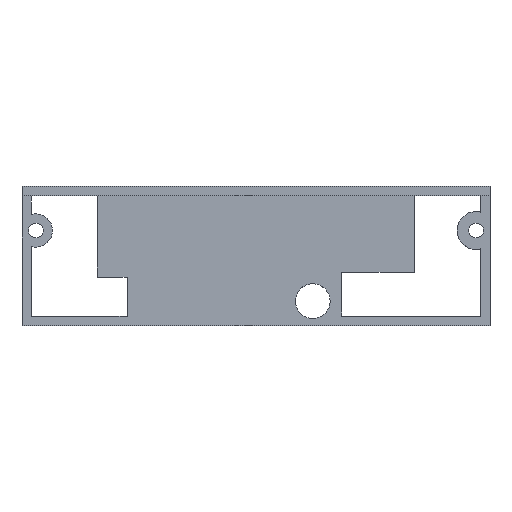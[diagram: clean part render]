
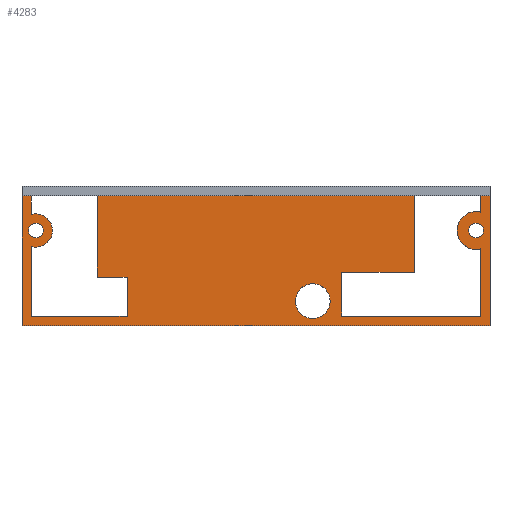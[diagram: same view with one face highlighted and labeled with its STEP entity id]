
A CAD part, top view. The second image highlights one B-rep face of the part: STEP entity #4283.
In plain terms, the highlighted planar face has unit normal (0, 0, 1).
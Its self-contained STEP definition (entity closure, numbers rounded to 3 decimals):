
#4019=CARTESIAN_POINT('',(0.,-848.,57.14));
#4020=DIRECTION('',(0.,-0.,1.));
#4021=DIRECTION('',(-1.,-0.,0.));
#4022=AXIS2_PLACEMENT_3D('',#4019,#4020,#4021);
#4023=PLANE('',#4022);
#4024=CARTESIAN_POINT('',(68.317,-423.,57.14));
#4025=VERTEX_POINT('',#4024);
#4026=CARTESIAN_POINT('',(68.317,-456.063,57.14));
#4027=VERTEX_POINT('',#4026);
#4028=CARTESIAN_POINT('',(68.317,-423.,57.14));
#4029=DIRECTION('',(0.,-1.,-0.));
#4030=VECTOR('',#4029,33.063);
#4031=LINE('',#4028,#4030);
#4032=EDGE_CURVE('',#4025,#4027,#4031,.T.);
#4033=ORIENTED_EDGE('',*,*,#4032,.F.);
#4034=CARTESIAN_POINT('',(-68.431,-423.,57.14));
#4035=VERTEX_POINT('',#4034);
#4036=CARTESIAN_POINT('',(68.317,-423.,57.14));
#4037=DIRECTION('',(-1.,-0.,0.));
#4038=VECTOR('',#4037,136.748);
#4039=LINE('',#4036,#4038);
#4040=EDGE_CURVE('',#4025,#4035,#4039,.T.);
#4041=ORIENTED_EDGE('',*,*,#4040,.T.);
#4042=CARTESIAN_POINT('',(-68.431,-458.077,57.14));
#4043=VERTEX_POINT('',#4042);
#4044=CARTESIAN_POINT('',(-68.431,-423.,57.14));
#4045=DIRECTION('',(0.,-1.,-0.));
#4046=VECTOR('',#4045,35.077);
#4047=LINE('',#4044,#4046);
#4048=EDGE_CURVE('',#4035,#4043,#4047,.T.);
#4049=ORIENTED_EDGE('',*,*,#4048,.T.);
#4050=CARTESIAN_POINT('',(-55.652,-458.077,57.14));
#4051=VERTEX_POINT('',#4050);
#4052=CARTESIAN_POINT('',(-55.652,-458.077,57.14));
#4053=DIRECTION('',(-1.,-0.,0.));
#4054=VECTOR('',#4053,12.779);
#4055=LINE('',#4052,#4054);
#4056=EDGE_CURVE('',#4051,#4043,#4055,.T.);
#4057=ORIENTED_EDGE('',*,*,#4056,.F.);
#4058=CARTESIAN_POINT('',(-55.652,-475.,57.14));
#4059=VERTEX_POINT('',#4058);
#4060=CARTESIAN_POINT('',(-55.652,-475.,57.14));
#4061=DIRECTION('',(0.,1.,0.));
#4062=VECTOR('',#4061,16.923);
#4063=LINE('',#4060,#4062);
#4064=EDGE_CURVE('',#4059,#4051,#4063,.T.);
#4065=ORIENTED_EDGE('',*,*,#4064,.F.);
#4066=CARTESIAN_POINT('',(-97.,-475.,57.14));
#4067=VERTEX_POINT('',#4066);
#4068=CARTESIAN_POINT('',(-97.,-475.,57.14));
#4069=DIRECTION('',(1.,0.,-0.));
#4070=VECTOR('',#4069,41.348);
#4071=LINE('',#4068,#4070);
#4072=EDGE_CURVE('',#4067,#4059,#4071,.T.);
#4073=ORIENTED_EDGE('',*,*,#4072,.F.);
#4074=CARTESIAN_POINT('',(-97.,-444.917,57.14));
#4075=VERTEX_POINT('',#4074);
#4076=CARTESIAN_POINT('',(-97.,-475.,57.14));
#4077=DIRECTION('',(-0.,1.,0.));
#4078=VECTOR('',#4077,30.083);
#4079=LINE('',#4076,#4078);
#4080=EDGE_CURVE('',#4067,#4075,#4079,.T.);
#4081=ORIENTED_EDGE('',*,*,#4080,.T.);
#4082=CARTESIAN_POINT('',(-87.8,-438.,57.14));
#4083=VERTEX_POINT('',#4082);
#4084=CARTESIAN_POINT('',(-95.,-438.,57.14));
#4085=DIRECTION('',(0.,-0.,1.));
#4086=DIRECTION('',(1.,0.,-0.));
#4087=AXIS2_PLACEMENT_3D('',#4084,#4085,#4086);
#4088=CIRCLE('',#4087,7.2);
#4089=EDGE_CURVE('',#4075,#4083,#4088,.T.);
#4090=ORIENTED_EDGE('',*,*,#4089,.T.);
#4091=CARTESIAN_POINT('',(-97.,-431.083,57.14));
#4092=VERTEX_POINT('',#4091);
#4093=CARTESIAN_POINT('',(-95.,-438.,57.14));
#4094=DIRECTION('',(0.,-0.,1.));
#4095=DIRECTION('',(1.,0.,-0.));
#4096=AXIS2_PLACEMENT_3D('',#4093,#4094,#4095);
#4097=CIRCLE('',#4096,7.2);
#4098=EDGE_CURVE('',#4083,#4092,#4097,.T.);
#4099=ORIENTED_EDGE('',*,*,#4098,.T.);
#4100=CARTESIAN_POINT('',(-97.,-423.,57.14));
#4101=VERTEX_POINT('',#4100);
#4102=CARTESIAN_POINT('',(-97.,-431.083,57.14));
#4103=DIRECTION('',(-0.,1.,0.));
#4104=VECTOR('',#4103,8.083);
#4105=LINE('',#4102,#4104);
#4106=EDGE_CURVE('',#4092,#4101,#4105,.T.);
#4107=ORIENTED_EDGE('',*,*,#4106,.T.);
#4108=CARTESIAN_POINT('',(-101.,-423.,57.14));
#4109=VERTEX_POINT('',#4108);
#4110=CARTESIAN_POINT('',(-97.,-423.,57.14));
#4111=DIRECTION('',(-1.,-0.,0.));
#4112=VECTOR('',#4111,4.);
#4113=LINE('',#4110,#4112);
#4114=EDGE_CURVE('',#4101,#4109,#4113,.T.);
#4115=ORIENTED_EDGE('',*,*,#4114,.T.);
#4116=CARTESIAN_POINT('',(-101.,-479.,57.14));
#4117=VERTEX_POINT('',#4116);
#4118=CARTESIAN_POINT('',(-101.,-423.,57.14));
#4119=DIRECTION('',(0.,-1.,-0.));
#4120=VECTOR('',#4119,56.);
#4121=LINE('',#4118,#4120);
#4122=EDGE_CURVE('',#4109,#4117,#4121,.T.);
#4123=ORIENTED_EDGE('',*,*,#4122,.T.);
#4124=CARTESIAN_POINT('',(101.,-479.,57.14));
#4125=VERTEX_POINT('',#4124);
#4126=CARTESIAN_POINT('',(-101.,-479.,57.14));
#4127=DIRECTION('',(1.,0.,-0.));
#4128=VECTOR('',#4127,202.);
#4129=LINE('',#4126,#4128);
#4130=EDGE_CURVE('',#4117,#4125,#4129,.T.);
#4131=ORIENTED_EDGE('',*,*,#4130,.T.);
#4132=CARTESIAN_POINT('',(101.,-423.,57.14));
#4133=VERTEX_POINT('',#4132);
#4134=CARTESIAN_POINT('',(101.,-423.,57.14));
#4135=DIRECTION('',(-0.,-1.,-0.));
#4136=VECTOR('',#4135,56.);
#4137=LINE('',#4134,#4136);
#4138=EDGE_CURVE('',#4133,#4125,#4137,.T.);
#4139=ORIENTED_EDGE('',*,*,#4138,.F.);
#4140=CARTESIAN_POINT('',(97.,-423.,57.14));
#4141=VERTEX_POINT('',#4140);
#4142=CARTESIAN_POINT('',(101.,-423.,57.14));
#4143=DIRECTION('',(-1.,-0.,0.));
#4144=VECTOR('',#4143,4.);
#4145=LINE('',#4142,#4144);
#4146=EDGE_CURVE('',#4133,#4141,#4145,.T.);
#4147=ORIENTED_EDGE('',*,*,#4146,.T.);
#4148=CARTESIAN_POINT('',(97.,-430.048,57.14));
#4149=VERTEX_POINT('',#4148);
#4150=CARTESIAN_POINT('',(97.,-430.048,57.14));
#4151=DIRECTION('',(-0.,1.,0.));
#4152=VECTOR('',#4151,7.048);
#4153=LINE('',#4150,#4152);
#4154=EDGE_CURVE('',#4149,#4141,#4153,.T.);
#4155=ORIENTED_EDGE('',*,*,#4154,.F.);
#4156=CARTESIAN_POINT('',(97.,-445.952,57.14));
#4157=VERTEX_POINT('',#4156);
#4158=CARTESIAN_POINT('',(95.,-438.,57.14));
#4159=DIRECTION('',(0.,-0.,1.));
#4160=DIRECTION('',(1.,0.,-0.));
#4161=AXIS2_PLACEMENT_3D('',#4158,#4159,#4160);
#4162=CIRCLE('',#4161,8.2);
#4163=EDGE_CURVE('',#4149,#4157,#4162,.T.);
#4164=ORIENTED_EDGE('',*,*,#4163,.T.);
#4165=CARTESIAN_POINT('',(97.,-475.,57.14));
#4166=VERTEX_POINT('',#4165);
#4167=CARTESIAN_POINT('',(97.,-475.,57.14));
#4168=DIRECTION('',(-0.,1.,0.));
#4169=VECTOR('',#4168,29.048);
#4170=LINE('',#4167,#4169);
#4171=EDGE_CURVE('',#4166,#4157,#4170,.T.);
#4172=ORIENTED_EDGE('',*,*,#4171,.F.);
#4173=CARTESIAN_POINT('',(36.989,-475.,57.14));
#4174=VERTEX_POINT('',#4173);
#4175=CARTESIAN_POINT('',(36.989,-475.,57.14));
#4176=DIRECTION('',(1.,0.,-0.));
#4177=VECTOR('',#4176,60.011);
#4178=LINE('',#4175,#4177);
#4179=EDGE_CURVE('',#4174,#4166,#4178,.T.);
#4180=ORIENTED_EDGE('',*,*,#4179,.F.);
#4181=CARTESIAN_POINT('',(36.989,-469.025,57.14));
#4182=VERTEX_POINT('',#4181);
#4183=CARTESIAN_POINT('',(36.989,-469.025,57.14));
#4184=DIRECTION('',(0.,-1.,-0.));
#4185=VECTOR('',#4184,5.975);
#4186=LINE('',#4183,#4185);
#4187=EDGE_CURVE('',#4182,#4174,#4186,.T.);
#4188=ORIENTED_EDGE('',*,*,#4187,.F.);
#4189=CARTESIAN_POINT('',(37.,-468.5,57.14));
#4190=VERTEX_POINT('',#4189);
#4191=CARTESIAN_POINT('',(24.5,-468.5,57.14));
#4192=DIRECTION('',(0.,-0.,1.));
#4193=DIRECTION('',(1.,0.,-0.));
#4194=AXIS2_PLACEMENT_3D('',#4191,#4192,#4193);
#4195=CIRCLE('',#4194,12.5);
#4196=EDGE_CURVE('',#4182,#4190,#4195,.T.);
#4197=ORIENTED_EDGE('',*,*,#4196,.T.);
#4198=CARTESIAN_POINT('',(36.989,-467.975,57.14));
#4199=VERTEX_POINT('',#4198);
#4200=CARTESIAN_POINT('',(24.5,-468.5,57.14));
#4201=DIRECTION('',(0.,-0.,1.));
#4202=DIRECTION('',(1.,0.,-0.));
#4203=AXIS2_PLACEMENT_3D('',#4200,#4201,#4202);
#4204=CIRCLE('',#4203,12.5);
#4205=EDGE_CURVE('',#4190,#4199,#4204,.T.);
#4206=ORIENTED_EDGE('',*,*,#4205,.T.);
#4207=CARTESIAN_POINT('',(36.989,-456.063,57.14));
#4208=VERTEX_POINT('',#4207);
#4209=CARTESIAN_POINT('',(36.989,-456.063,57.14));
#4210=DIRECTION('',(0.,-1.,-0.));
#4211=VECTOR('',#4210,11.912);
#4212=LINE('',#4209,#4211);
#4213=EDGE_CURVE('',#4208,#4199,#4212,.T.);
#4214=ORIENTED_EDGE('',*,*,#4213,.F.);
#4215=CARTESIAN_POINT('',(68.317,-456.063,57.14));
#4216=DIRECTION('',(-1.,-0.,0.));
#4217=VECTOR('',#4216,31.328);
#4218=LINE('',#4215,#4217);
#4219=EDGE_CURVE('',#4027,#4208,#4218,.T.);
#4220=ORIENTED_EDGE('',*,*,#4219,.F.);
#4221=EDGE_LOOP('',(#4033,#4041,#4049,#4057,#4065,#4073,#4081,#4090,#4099,#4107,#4115,#4123,#4131,#4139,#4147,#4155,#4164,#4172,#4180,#4188,#4197,#4206,#4214,#4220));
#4222=FACE_BOUND('',#4221,.T.);
#4223=CARTESIAN_POINT('',(17.,-468.5,57.14));
#4224=VERTEX_POINT('',#4223);
#4225=CARTESIAN_POINT('',(32.,-468.5,57.14));
#4226=VERTEX_POINT('',#4225);
#4227=CARTESIAN_POINT('',(24.5,-468.5,57.14));
#4228=DIRECTION('',(-0.,0.,-1.));
#4229=DIRECTION('',(-1.,-0.,0.));
#4230=AXIS2_PLACEMENT_3D('',#4227,#4228,#4229);
#4231=CIRCLE('',#4230,7.5);
#4232=EDGE_CURVE('',#4224,#4226,#4231,.T.);
#4233=ORIENTED_EDGE('',*,*,#4232,.T.);
#4234=CARTESIAN_POINT('',(24.5,-468.5,57.14));
#4235=DIRECTION('',(-0.,0.,-1.));
#4236=DIRECTION('',(-1.,-0.,0.));
#4237=AXIS2_PLACEMENT_3D('',#4234,#4235,#4236);
#4238=CIRCLE('',#4237,7.5);
#4239=EDGE_CURVE('',#4226,#4224,#4238,.T.);
#4240=ORIENTED_EDGE('',*,*,#4239,.T.);
#4241=EDGE_LOOP('',(#4233,#4240));
#4242=FACE_BOUND('',#4241,.T.);
#4243=CARTESIAN_POINT('',(-98.2,-438.,57.14));
#4244=VERTEX_POINT('',#4243);
#4245=CARTESIAN_POINT('',(-91.8,-438.,57.14));
#4246=VERTEX_POINT('',#4245);
#4247=CARTESIAN_POINT('',(-95.,-438.,57.14));
#4248=DIRECTION('',(-0.,0.,-1.));
#4249=DIRECTION('',(-1.,-0.,0.));
#4250=AXIS2_PLACEMENT_3D('',#4247,#4248,#4249);
#4251=CIRCLE('',#4250,3.2);
#4252=EDGE_CURVE('',#4244,#4246,#4251,.T.);
#4253=ORIENTED_EDGE('',*,*,#4252,.T.);
#4254=CARTESIAN_POINT('',(-95.,-438.,57.14));
#4255=DIRECTION('',(-0.,0.,-1.));
#4256=DIRECTION('',(-1.,-0.,0.));
#4257=AXIS2_PLACEMENT_3D('',#4254,#4255,#4256);
#4258=CIRCLE('',#4257,3.2);
#4259=EDGE_CURVE('',#4246,#4244,#4258,.T.);
#4260=ORIENTED_EDGE('',*,*,#4259,.T.);
#4261=EDGE_LOOP('',(#4253,#4260));
#4262=FACE_BOUND('',#4261,.T.);
#4263=CARTESIAN_POINT('',(91.8,-438.,57.14));
#4264=VERTEX_POINT('',#4263);
#4265=CARTESIAN_POINT('',(98.2,-438.,57.14));
#4266=VERTEX_POINT('',#4265);
#4267=CARTESIAN_POINT('',(95.,-438.,57.14));
#4268=DIRECTION('',(-0.,0.,-1.));
#4269=DIRECTION('',(-1.,-0.,0.));
#4270=AXIS2_PLACEMENT_3D('',#4267,#4268,#4269);
#4271=CIRCLE('',#4270,3.2);
#4272=EDGE_CURVE('',#4264,#4266,#4271,.T.);
#4273=ORIENTED_EDGE('',*,*,#4272,.T.);
#4274=CARTESIAN_POINT('',(95.,-438.,57.14));
#4275=DIRECTION('',(-0.,0.,-1.));
#4276=DIRECTION('',(-1.,-0.,0.));
#4277=AXIS2_PLACEMENT_3D('',#4274,#4275,#4276);
#4278=CIRCLE('',#4277,3.2);
#4279=EDGE_CURVE('',#4266,#4264,#4278,.T.);
#4280=ORIENTED_EDGE('',*,*,#4279,.T.);
#4281=EDGE_LOOP('',(#4273,#4280));
#4282=FACE_BOUND('',#4281,.T.);
#4283=ADVANCED_FACE('',(#4222,#4242,#4262,#4282),#4023,.T.);
